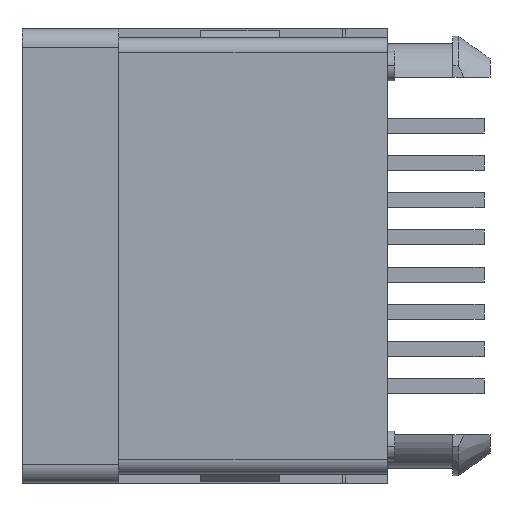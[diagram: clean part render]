
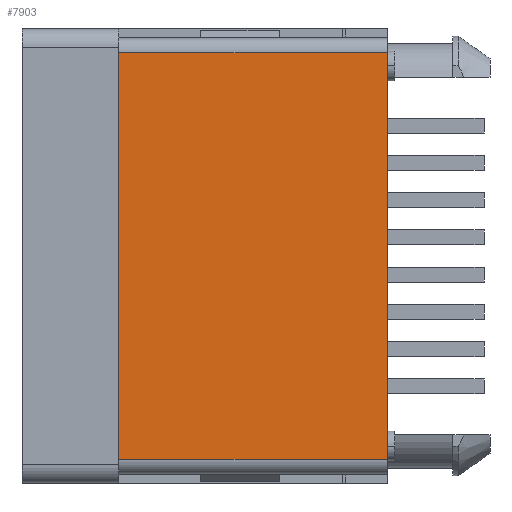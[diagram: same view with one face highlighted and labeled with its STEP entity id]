
A CAD part, left-side view. The second image highlights one B-rep face of the part: STEP entity #7903.
In plain terms, the highlighted planar face has unit normal (-1, 0, 0).
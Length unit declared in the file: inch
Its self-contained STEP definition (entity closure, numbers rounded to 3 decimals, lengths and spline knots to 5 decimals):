
#389=DIRECTION('',(0.,0.,1.));
#390=VECTOR('',#389,0.546);
#391=CARTESIAN_POINT('',(-0.3025,-0.245,-0.273));
#392=LINE('',#391,#390);
#2133=DIRECTION('',(0.,0.,-1.));
#2134=VECTOR('',#2133,0.546);
#2135=CARTESIAN_POINT('',(-0.3025,0.115,0.273));
#2136=LINE('',#2135,#2134);
#2154=DIRECTION('',(0.,-1.,0.));
#2155=VECTOR('',#2154,0.36);
#2156=CARTESIAN_POINT('',(-0.3025,0.115,0.273));
#2157=LINE('',#2156,#2155);
#2172=DIRECTION('',(0.,1.,0.));
#2173=VECTOR('',#2172,0.36);
#2174=CARTESIAN_POINT('',(-0.3025,-0.245,-0.273));
#2175=LINE('',#2174,#2173);
#3769=CARTESIAN_POINT('',(-0.3025,-0.245,0.273));
#3770=VERTEX_POINT('',#3769);
#3771=CARTESIAN_POINT('',(-0.3025,0.115,0.273));
#3772=VERTEX_POINT('',#3771);
#3777=CARTESIAN_POINT('',(-0.3025,-0.245,-0.273));
#3778=CARTESIAN_POINT('',(-0.3025,0.115,-0.273));
#3779=VERTEX_POINT('',#3777);
#3780=VERTEX_POINT('',#3778);
#7890=CARTESIAN_POINT('',(-0.3025,-0.245,0.366));
#7891=DIRECTION('',(1.,0.,0.));
#7892=DIRECTION('',(0.,1.,0.));
#7893=AXIS2_PLACEMENT_3D('',#7890,#7891,#7892);
#7894=PLANE('',#7893);
#7896=ORIENTED_EDGE('',*,*,#7895,.T.);
#7897=ORIENTED_EDGE('',*,*,#5409,.F.);
#7899=ORIENTED_EDGE('',*,*,#7898,.T.);
#7900=ORIENTED_EDGE('',*,*,#7869,.F.);
#7901=EDGE_LOOP('',(#7896,#7897,#7899,#7900));
#7902=FACE_OUTER_BOUND('',#7901,.F.);
#7903=ADVANCED_FACE('',(#7902),#7894,.F.);
#5409=EDGE_CURVE('',#3779,#3770,#392,.T.);
#7869=EDGE_CURVE('',#3772,#3780,#2136,.T.);
#7895=EDGE_CURVE('',#3772,#3770,#2157,.T.);
#7898=EDGE_CURVE('',#3779,#3780,#2175,.T.);
